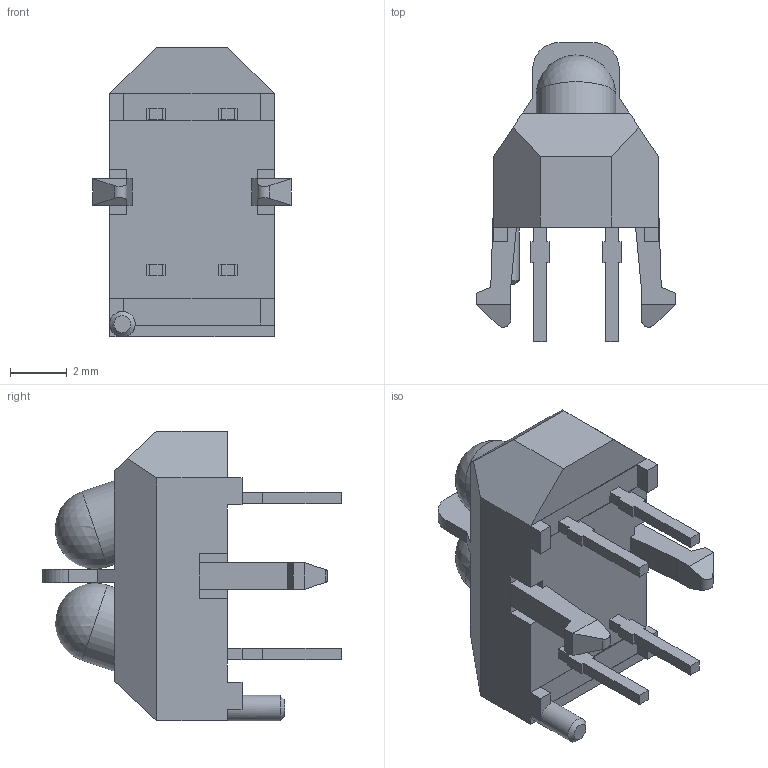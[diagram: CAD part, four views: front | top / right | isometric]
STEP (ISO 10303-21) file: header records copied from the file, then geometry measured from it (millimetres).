
FILE_DESCRIPTION(/* description */ (''),/* implementation_level */ '2;1');
FILE_NAME(/* name */ 'TCRT5000.stp',/* time_stamp */ '2016-03-21T20:24:29+11:00',/* author */ (''),/* organization */ (''),/* preprocessor_version */ 'ST-DEVELOPER v16.2',/* originating_system */ 'Autodesk Translation Framework v4.3.0.3010',/* authorisation */ '');
FILE_SCHEMA (('AUTOMOTIVE_DESIGN { 1 0 10303 214 3 1 1 }'));
Length unit declared in the file: centimetre
Products named in the file (3): TCRT5000 v1; LEDs; Metal Contacts
Assembly tree (2 placements, depth 2):
  TCRT5000 v1
    LEDs
    Metal Contacts
Bounding box: 7 x 10.52 x 10.2 mm (x, y, z)
Volume: 242.9 mm3; surface area: 353.3 mm2
Topology: 7 solids, 7 shells, 138 faces, 362 edges, 236 vertices
Faces by surface type: plane 128, cylinder 7, sphere 2, cone 1
Full cylindrical faces by diameter (mm): 0.9 x1, 2.796 x2
Entity records: 4175 total; most frequent: CARTESIAN_POINT 727, ORIENTED_EDGE 704, DIRECTION 657, EDGE_CURVE 352, LINE 333, VECTOR 333, VERTEX_POINT 232, AXIS2_PLACEMENT_3D 162
